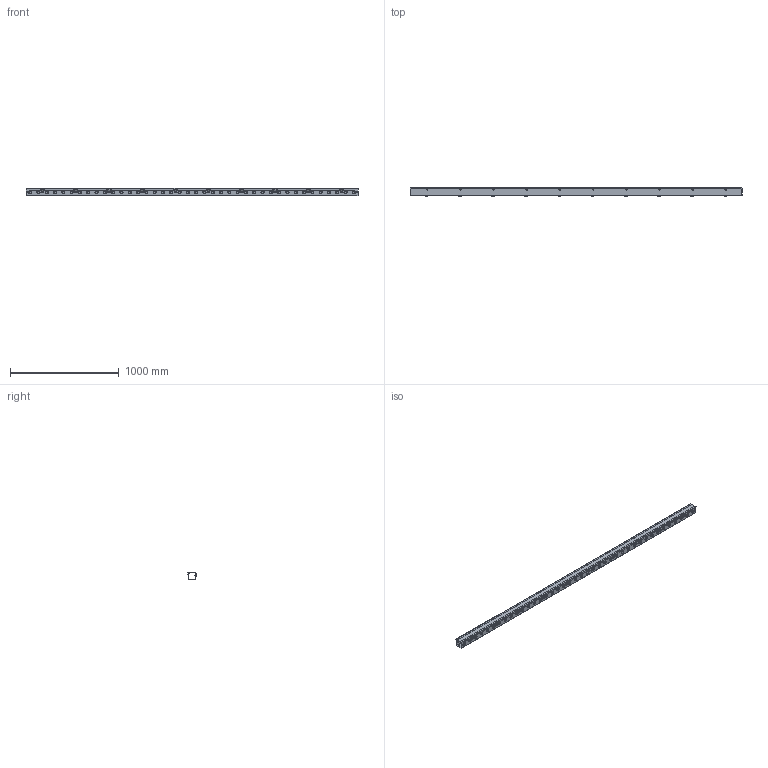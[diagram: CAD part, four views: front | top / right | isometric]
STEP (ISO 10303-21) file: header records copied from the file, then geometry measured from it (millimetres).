
FILE_DESCRIPTION(/* description */ ('HS_BLR 2.5X2.5X120'),/* implementation_level */ '2;1');
FILE_NAME(/* name */ 'HS2210.stp',/* time_stamp */ '2017-06-12T12:22:22+06:00',/* author */ ('vdas'),/* organization */ (''),/* preprocessor_version */ 'ST-DEVELOPER v16.1',/* originating_system */ 'Autodesk Inventor 2016',/* authorisation */ '');
FILE_SCHEMA (('AUTOMOTIVE_DESIGN { 1 0 10303 214 3 1 1 }'));
Length unit declared in the file: inch
Products named in the file (5): HS2210BLR; HS2210LID; 372141; 31816; HS2210
Assembly tree (32 placements, depth 2):
  HS2210
    HS2210BLR
    HS2210LID
    372141  x20
    31816  x10
Bounding box: 3048 x 76.61 x 71.69 mm (x, y, z)
Volume: 1606217.7 mm3; surface area: 2039212.2 mm2
Topology: 32 solids, 32 shells, 2543 faces, 5943 edges, 3644 vertices
Faces by surface type: plane 1131, cylinder 588, cone 540, torus 260, bspline 24
Full cylindrical faces by diameter (mm): 4.089 x20, 4.595 x160, 6.35 x4, 7.938 x20, 22.225 x80, 28.575 x80
Entity records: 21974 total; most frequent: CARTESIAN_POINT 4180, DIRECTION 3599, ORIENTED_EDGE 2946, EDGE_CURVE 1473, AXIS2_PLACEMENT_3D 1395, EDGE_LOOP 1315, VERTEX_POINT 1106, LINE 809
